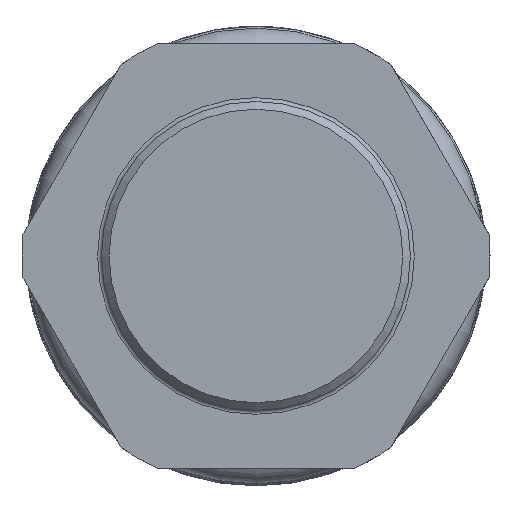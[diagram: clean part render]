
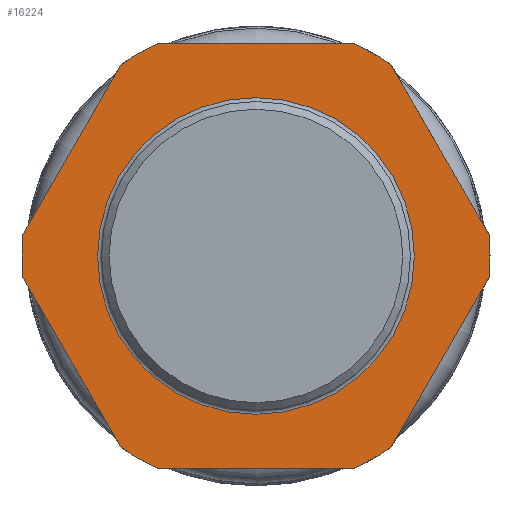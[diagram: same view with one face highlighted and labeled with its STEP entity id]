
A CAD part, left-side view. The second image highlights one B-rep face of the part: STEP entity #16224.
In plain terms, the highlighted planar face has unit normal (-1, 0, 0).
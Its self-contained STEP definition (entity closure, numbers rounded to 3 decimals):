
#128=FACE_BOUND('',#3682,.T.);
#1697=CIRCLE('',#17678,30.3);
#1698=CIRCLE('',#17681,30.3);
#1699=CIRCLE('',#17684,30.3);
#1700=CIRCLE('',#17689,30.3);
#1701=CIRCLE('',#17691,30.3);
#1702=CIRCLE('',#17693,30.3);
#1703=CIRCLE('',#17694,20.5);
#1704=CIRCLE('',#17695,20.5);
#2780=FACE_OUTER_BOUND('',#3681,.T.);
#3681=EDGE_LOOP('',(#14126,#14127,#14128,#14129,#14130,#14131,#14132,#14133,
#14134,#14135,#14136,#14137));
#3682=EDGE_LOOP('',(#14138,#14139));
#4669=LINE('',#32067,#5379);
#4673=LINE('',#32076,#5383);
#4676=LINE('',#32084,#5386);
#4679=LINE('',#32093,#5389);
#4682=LINE('',#32099,#5392);
#4685=LINE('',#32104,#5395);
#5379=VECTOR('',#21089,10.);
#5383=VECTOR('',#21099,10.);
#5386=VECTOR('',#21108,10.);
#5389=VECTOR('',#21117,10.);
#5392=VECTOR('',#21122,10.);
#5395=VECTOR('',#21127,10.);
#7456=VERTEX_POINT('',#32064);
#7457=VERTEX_POINT('',#32066);
#7458=VERTEX_POINT('',#32070);
#7459=VERTEX_POINT('',#32074);
#7460=VERTEX_POINT('',#32078);
#7461=VERTEX_POINT('',#32082);
#7462=VERTEX_POINT('',#32086);
#7463=VERTEX_POINT('',#32090);
#7464=VERTEX_POINT('',#32092);
#7465=VERTEX_POINT('',#32096);
#7466=VERTEX_POINT('',#32098);
#7467=VERTEX_POINT('',#32102);
#7468=VERTEX_POINT('',#32111);
#7469=VERTEX_POINT('',#32112);
#9718=EDGE_CURVE('',#7457,#7456,#4669,.T.);
#9721=EDGE_CURVE('',#7458,#7456,#1697,.T.);
#9723=EDGE_CURVE('',#7458,#7459,#4673,.T.);
#9725=EDGE_CURVE('',#7460,#7459,#1698,.T.);
#9727=EDGE_CURVE('',#7460,#7461,#4676,.T.);
#9729=EDGE_CURVE('',#7462,#7461,#1699,.T.);
#9731=EDGE_CURVE('',#7464,#7463,#4679,.T.);
#9734=EDGE_CURVE('',#7466,#7465,#4682,.T.);
#9737=EDGE_CURVE('',#7462,#7467,#4685,.T.);
#9738=EDGE_CURVE('',#7457,#7465,#1700,.T.);
#9739=EDGE_CURVE('',#7464,#7467,#1701,.T.);
#9740=EDGE_CURVE('',#7466,#7463,#1702,.T.);
#9741=EDGE_CURVE('',#7468,#7469,#1703,.T.);
#9742=EDGE_CURVE('',#7469,#7468,#1704,.T.);
#14126=ORIENTED_EDGE('',*,*,#9731,.T.);
#14127=ORIENTED_EDGE('',*,*,#9740,.F.);
#14128=ORIENTED_EDGE('',*,*,#9734,.T.);
#14129=ORIENTED_EDGE('',*,*,#9738,.F.);
#14130=ORIENTED_EDGE('',*,*,#9718,.T.);
#14131=ORIENTED_EDGE('',*,*,#9721,.F.);
#14132=ORIENTED_EDGE('',*,*,#9723,.T.);
#14133=ORIENTED_EDGE('',*,*,#9725,.F.);
#14134=ORIENTED_EDGE('',*,*,#9727,.T.);
#14135=ORIENTED_EDGE('',*,*,#9729,.F.);
#14136=ORIENTED_EDGE('',*,*,#9737,.T.);
#14137=ORIENTED_EDGE('',*,*,#9739,.F.);
#14138=ORIENTED_EDGE('',*,*,#9741,.T.);
#14139=ORIENTED_EDGE('',*,*,#9742,.T.);
#15440=PLANE('',#17692);
#16224=ADVANCED_FACE('',(#2780,#128),#15440,.T.);
#17678=AXIS2_PLACEMENT_3D('',#32072,#21094,#21095);
#17681=AXIS2_PLACEMENT_3D('',#32080,#21103,#21104);
#17684=AXIS2_PLACEMENT_3D('',#32088,#21112,#21113);
#17689=AXIS2_PLACEMENT_3D('',#32106,#21130,#21131);
#17691=AXIS2_PLACEMENT_3D('',#32108,#21134,#21135);
#17692=AXIS2_PLACEMENT_3D('',#32109,#21136,#21137);
#17693=AXIS2_PLACEMENT_3D('',#32110,#21138,#21139);
#17694=AXIS2_PLACEMENT_3D('',#32113,#21140,#21141);
#17695=AXIS2_PLACEMENT_3D('',#32114,#21142,#21143);
#21089=DIRECTION('',(0.,0.5,-0.866));
#21094=DIRECTION('center_axis',(1.,0.,0.));
#21095=DIRECTION('ref_axis',(0.,-1.,0.));
#21099=DIRECTION('',(0.,-0.5,-0.866));
#21103=DIRECTION('center_axis',(1.,0.,0.));
#21104=DIRECTION('ref_axis',(0.,-1.,0.));
#21108=DIRECTION('',(0.,-1.,0.));
#21112=DIRECTION('center_axis',(1.,0.,0.));
#21113=DIRECTION('ref_axis',(0.,-1.,0.));
#21117=DIRECTION('',(0.,0.5,0.866));
#21122=DIRECTION('',(0.,1.,0.));
#21127=DIRECTION('',(0.,-0.5,0.866));
#21130=DIRECTION('center_axis',(1.,0.,0.));
#21131=DIRECTION('ref_axis',(0.,-1.,0.));
#21134=DIRECTION('center_axis',(1.,0.,0.));
#21135=DIRECTION('ref_axis',(0.,-1.,0.));
#21136=DIRECTION('center_axis',(-1.,0.,0.));
#21137=DIRECTION('ref_axis',(0.,1.,0.));
#21138=DIRECTION('center_axis',(1.,0.,0.));
#21139=DIRECTION('ref_axis',(0.,-1.,0.));
#21140=DIRECTION('center_axis',(1.,0.,0.));
#21141=DIRECTION('ref_axis',(0.,-1.,0.));
#21142=DIRECTION('center_axis',(1.,0.,0.));
#21143=DIRECTION('ref_axis',(0.,-1.,0.));
#32064=CARTESIAN_POINT('',(-37.91,30.177,2.733));
#32066=CARTESIAN_POINT('',(-37.91,17.455,24.767));
#32067=CARTESIAN_POINT('',(-37.91,27.195,7.896));
#32070=CARTESIAN_POINT('',(-37.91,30.177,-2.733));
#32072=CARTESIAN_POINT('Origin',(-37.91,0.,0.));
#32074=CARTESIAN_POINT('',(-37.91,17.455,-24.767));
#32076=CARTESIAN_POINT('',(-37.91,20.436,-19.604));
#32078=CARTESIAN_POINT('',(-37.91,12.722,-27.5));
#32080=CARTESIAN_POINT('Origin',(-37.91,0.,0.));
#32082=CARTESIAN_POINT('',(-37.91,-12.722,-27.5));
#32084=CARTESIAN_POINT('',(-37.91,6.361,-27.5));
#32086=CARTESIAN_POINT('',(-37.91,-17.455,-24.767));
#32088=CARTESIAN_POINT('Origin',(-37.91,0.,0.));
#32090=CARTESIAN_POINT('',(-37.91,-17.455,24.767));
#32092=CARTESIAN_POINT('',(-37.91,-30.177,2.733));
#32093=CARTESIAN_POINT('',(-37.91,-33.556,-3.121));
#32096=CARTESIAN_POINT('',(-37.91,12.722,27.5));
#32098=CARTESIAN_POINT('',(-37.91,-12.722,27.5));
#32099=CARTESIAN_POINT('',(-37.91,-6.361,27.5));
#32102=CARTESIAN_POINT('',(-37.91,-30.177,-2.733));
#32104=CARTESIAN_POINT('',(-37.91,-14.075,-30.621));
#32106=CARTESIAN_POINT('Origin',(-37.91,0.,0.));
#32108=CARTESIAN_POINT('Origin',(-37.91,0.,0.));
#32109=CARTESIAN_POINT('Origin',(-37.91,0.,
-30.3));
#32110=CARTESIAN_POINT('Origin',(-37.91,0.,0.));
#32111=CARTESIAN_POINT('',(-37.91,0.,-20.5));
#32112=CARTESIAN_POINT('',(-37.91,20.5,0.));
#32113=CARTESIAN_POINT('Origin',(-37.91,0.,0.));
#32114=CARTESIAN_POINT('Origin',(-37.91,0.,0.));
